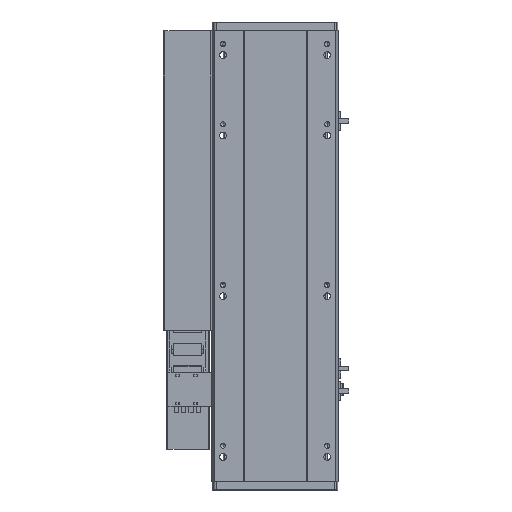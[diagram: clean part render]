
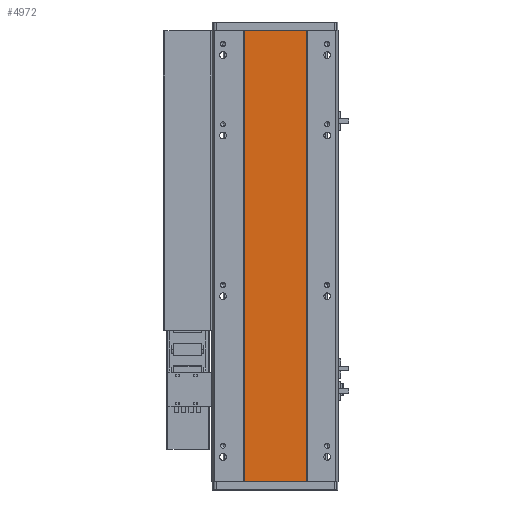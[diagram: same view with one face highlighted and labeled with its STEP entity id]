
A CAD part, front view. The second image highlights one B-rep face of the part: STEP entity #4972.
In plain terms, the highlighted planar face has unit normal (0, -1, 0).
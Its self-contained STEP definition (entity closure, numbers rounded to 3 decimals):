
#89 = VECTOR ( 'NONE', #5851, 1000. ) ;
#209 = LINE ( 'NONE', #35782, #43878 ) ;
#1233 = CARTESIAN_POINT ( 'NONE',  ( -41.586, 0., -302.5 ) ) ;
#1856 = FACE_OUTER_BOUND ( 'NONE', #11571, .T. ) ;
#2075 = CARTESIAN_POINT ( 'NONE',  ( 41.586, 0., 302.5 ) ) ;
#4024 = LINE ( 'NONE', #6520, #9880 ) ;
#4972 = ADVANCED_FACE ( 'NONE', ( #1856 ), #24866, .F. ) ;
#5851 = DIRECTION ( 'NONE',  ( 0., 0., -1. ) ) ;
#6520 = CARTESIAN_POINT ( 'NONE',  ( -41.586, 0., 302.5 ) ) ;
#6935 = VECTOR ( 'NONE', #46802, 1000. ) ;
#9467 = LINE ( 'NONE', #2075, #89 ) ;
#9880 = VECTOR ( 'NONE', #21680, 1000. ) ;
#9928 = EDGE_CURVE ( 'NONE', #12965, #31372, #4024, .T. ) ;
#11571 = EDGE_LOOP ( 'NONE', ( #40686, #44075, #37652, #45847 ) ) ;
#12965 = VERTEX_POINT ( 'NONE', #22457 ) ;
#13016 = CARTESIAN_POINT ( 'NONE',  ( 41.586, 0., 302.5 ) ) ;
#19052 = LINE ( 'NONE', #43526, #6935 ) ;
#20138 = VERTEX_POINT ( 'NONE', #13016 ) ;
#20946 = DIRECTION ( 'NONE',  ( 0., 1., 0. ) ) ;
#21680 = DIRECTION ( 'NONE',  ( 0., 0., -1. ) ) ;
#22457 = CARTESIAN_POINT ( 'NONE',  ( -41.586, 0., 302.5 ) ) ;
#24866 = PLANE ( 'NONE',  #44028 ) ;
#26423 = EDGE_CURVE ( 'NONE', #31372, #37179, #209, .T. ) ;
#28213 = EDGE_CURVE ( 'NONE', #12965, #20138, #19052, .T. ) ;
#28934 = DIRECTION ( 'NONE',  ( 1., 0., 0. ) ) ;
#31372 = VERTEX_POINT ( 'NONE', #1233 ) ;
#34440 = CARTESIAN_POINT ( 'NONE',  ( 41.586, 0., -302.5 ) ) ;
#35118 = EDGE_CURVE ( 'NONE', #20138, #37179, #9467, .T. ) ;
#35782 = CARTESIAN_POINT ( 'NONE',  ( 0., 0., -302.5 ) ) ;
#37179 = VERTEX_POINT ( 'NONE', #34440 ) ;
#37652 = ORIENTED_EDGE ( 'NONE', *, *, #28213, .F. ) ;
#40686 = ORIENTED_EDGE ( 'NONE', *, *, #26423, .T. ) ;
#43000 = DIRECTION ( 'NONE',  ( -1., 0., 0. ) ) ;
#43526 = CARTESIAN_POINT ( 'NONE',  ( 0., 0., 302.5 ) ) ;
#43878 = VECTOR ( 'NONE', #28934, 1000. ) ;
#44028 = AXIS2_PLACEMENT_3D ( 'NONE', #46943, #20946, #43000 ) ;
#44075 = ORIENTED_EDGE ( 'NONE', *, *, #35118, .F. ) ;
#45847 = ORIENTED_EDGE ( 'NONE', *, *, #9928, .T. ) ;
#46802 = DIRECTION ( 'NONE',  ( 1., 0., 0. ) ) ;
#46943 = CARTESIAN_POINT ( 'NONE',  ( 0., 0., 302.5 ) ) ;
